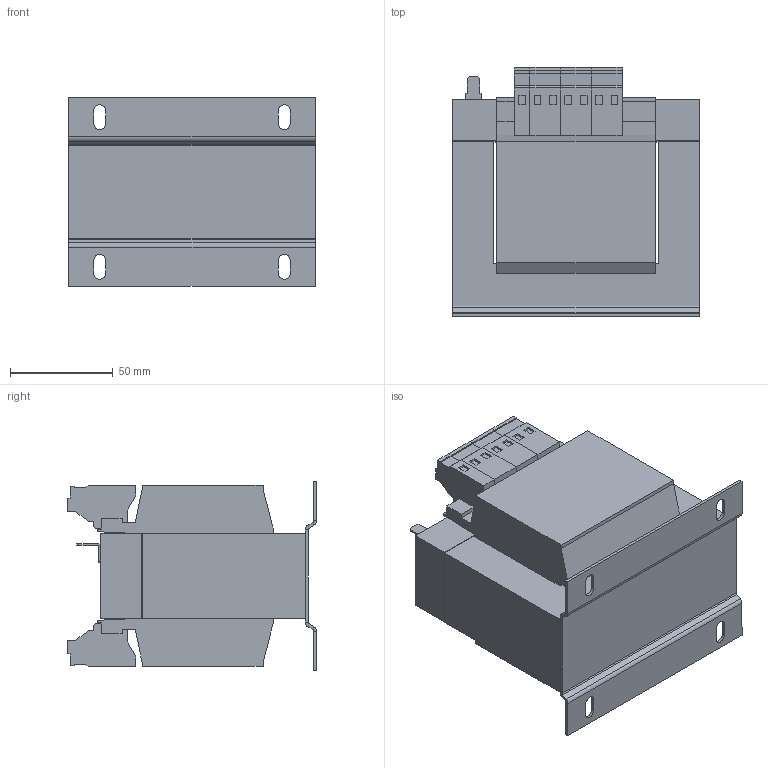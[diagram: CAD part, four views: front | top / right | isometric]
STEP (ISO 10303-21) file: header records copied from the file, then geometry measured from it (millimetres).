
FILE_DESCRIPTION (( 'STEP AP214' ), '1' );
FILE_NAME ('205125.STEP', '2020-05-29T04:52:57', ( '' ), ( '' ), 'SwSTEP 2.0', 'SolidWorks 2018', '' );
FILE_SCHEMA (( 'AUTOMOTIVE_DESIGN' ));
Length unit declared in the file: millimetre
Products named in the file (1): 205125
Bounding box: 120 x 121.3 x 92 mm (x, y, z)
Volume: 794791.2 mm3; surface area: 97836.4 mm2
Topology: 1 solids, 1 shells, 332 faces, 814 edges, 504 vertices
Faces by surface type: plane 294, cylinder 38
Entity records: 9544 total; most frequent: CARTESIAN_POINT 1651, ORIENTED_EDGE 1628, DIRECTION 1556, EDGE_CURVE 814, LINE 738, VECTOR 738, VERTEX_POINT 504, AXIS2_PLACEMENT_3D 409
